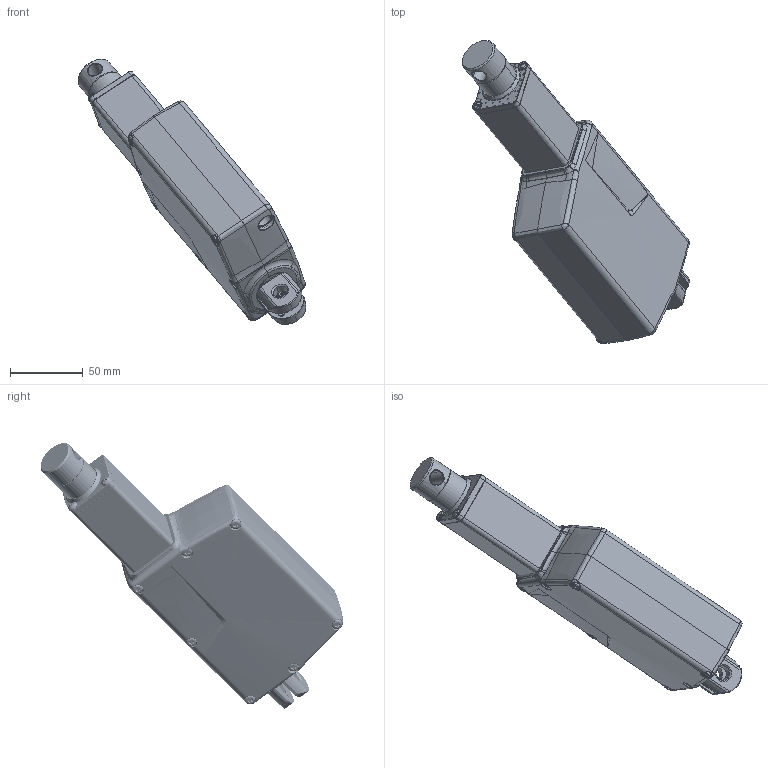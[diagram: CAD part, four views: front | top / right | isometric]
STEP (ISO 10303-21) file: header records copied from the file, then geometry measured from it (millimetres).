
FILE_DESCRIPTION (( 'STEP AP203' ), '1' );
FILE_NAME ('3D_TA29.STEP', '2018-07-09T03:14:03', ( '' ), ( '' ), 'SwSTEP 2.0', 'SolidWorks 2015', '' );
FILE_SCHEMA (( 'CONFIG_CONTROL_DESIGN' ));
Length unit declared in the file: millimetre
Products named in the file (13): TA29防擺; 內管; 上蓋組 - 標準; 上端接頭; 三維零件圖-31605-727-外殼下蓋-3; 三維零件圖-31801-075-下端接頭-2; 三維零件圖-31605-726-外殼上蓋-2; 螺桿組; 3D_TA29; ?ｨｾ?ﾀｳ?; M4自攻螺絲; M4自攻螺絲 - 複製; TA29外管 -POT
Assembly tree (21 placements, depth 3):
  3D_TA29
    螺桿組
      內管
      上端接頭
      三維零件圖-31801-075-下端接頭-2  x2
    ?ｨｾ?ﾀｳ?  x3
    M4自攻螺絲  x7
    M4自攻螺絲 - 複製
    上蓋組 - 標準
      TA29外管 -POT
      TA29防擺
    三維零件圖-31605-727-外殼下蓋-3
    三維零件圖-31605-726-外殼上蓋-2
Bounding box: 156.37 x 207.8 x 182.36 mm (x, y, z)
Volume: 264126.4 mm3; surface area: 251464.9 mm2
Topology: 19 solids, 56 shells, 5098 faces, 13324 edges, 8470 vertices
Faces by surface type: plane 2191, cylinder 1909, bspline 355, cone 334, torus 298, sphere 11
Entity records: 149516 total; most frequent: CARTESIAN_POINT 48534, ORIENTED_EDGE 21488, DIRECTION 20069, EDGE_CURVE 10744, AXIS2_PLACEMENT_3D 7045, VERTEX_POINT 6914, LINE 5979, VECTOR 5979
